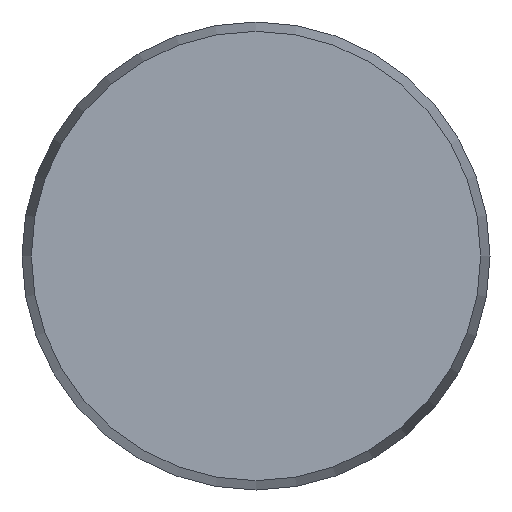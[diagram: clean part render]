
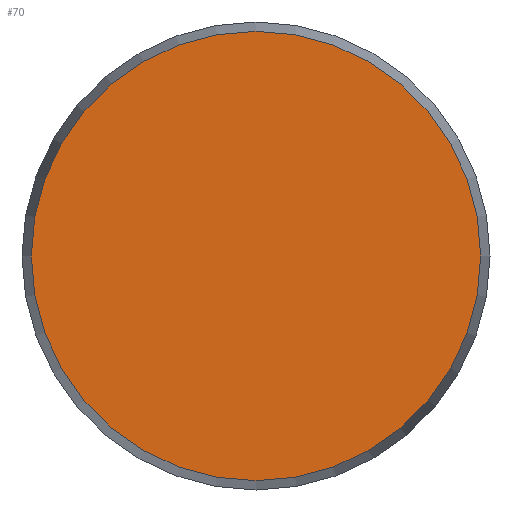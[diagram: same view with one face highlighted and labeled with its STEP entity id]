
A CAD part, front view. The second image highlights one B-rep face of the part: STEP entity #70.
In plain terms, the highlighted planar face has unit normal (0, -1, 0).
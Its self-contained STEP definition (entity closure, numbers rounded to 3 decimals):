
#70 = ADVANCED_FACE( '', ( #170 ), #171, .F. );
#170 = FACE_OUTER_BOUND( '', #311, .T. );
#171 = PLANE( '', #312 );
#311 = EDGE_LOOP( '', ( #462 ) );
#312 = AXIS2_PLACEMENT_3D( '', #463, #464, #465 );
#462 = ORIENTED_EDGE( '', *, *, #758, .T. );
#463 = CARTESIAN_POINT( '', ( 24., 0., 0. ) );
#464 = DIRECTION( '', ( 0., 1., 0. ) );
#465 = DIRECTION( '', ( 0., 0., 1. ) );
#758 = EDGE_CURVE( '', #882, #882, #883, .T. );
#882 = VERTEX_POINT( '', #1077 );
#883 = CIRCLE( '', #1078, 24. );
#1077 = CARTESIAN_POINT( '', ( 0., 0., -24. ) );
#1078 = AXIS2_PLACEMENT_3D( '', #1348, #1349, #1350 );
#1348 = CARTESIAN_POINT( '', ( 0., 0., 0. ) );
#1349 = DIRECTION( '', ( 0., -1., 0. ) );
#1350 = DIRECTION( '', ( 0., 0., -1. ) );
